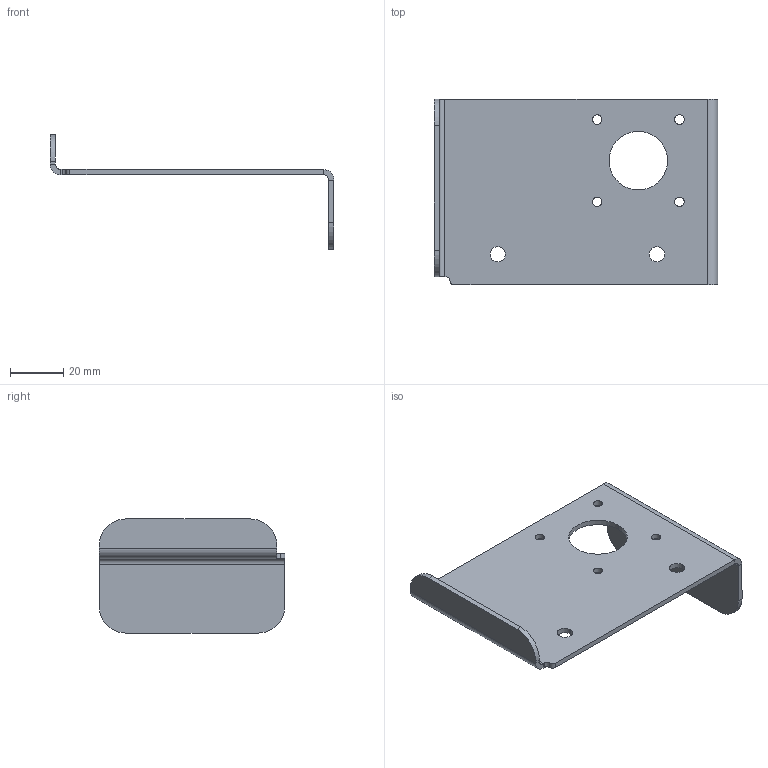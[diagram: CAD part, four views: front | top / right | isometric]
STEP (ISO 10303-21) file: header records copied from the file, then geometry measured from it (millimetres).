
FILE_DESCRIPTION (( 'STEP AP214' ), '1' );
FILE_NAME ('EncoderMotorPlate.STEP', '2024-10-09T10:46:03', ( '' ), ( '' ), 'SwSTEP 2.0', 'SolidWorks 2024', '' );
FILE_SCHEMA (( 'AUTOMOTIVE_DESIGN' ));
Length unit declared in the file: millimetre
Products named in the file (1): EncoderMotorPlate
Bounding box: 107 x 70 x 43 mm (x, y, z)
Volume: 19127.2 mm3; surface area: 20254.2 mm2
Topology: 1 solids, 1 shells, 43 faces, 107 edges, 66 vertices
Faces by surface type: cylinder 24, plane 19
Entity records: 1332 total; most frequent: DIRECTION 243, CARTESIAN_POINT 217, ORIENTED_EDGE 214, EDGE_CURVE 107, AXIS2_PLACEMENT_3D 92, VERTEX_POINT 66, VECTOR 59, LINE 59
